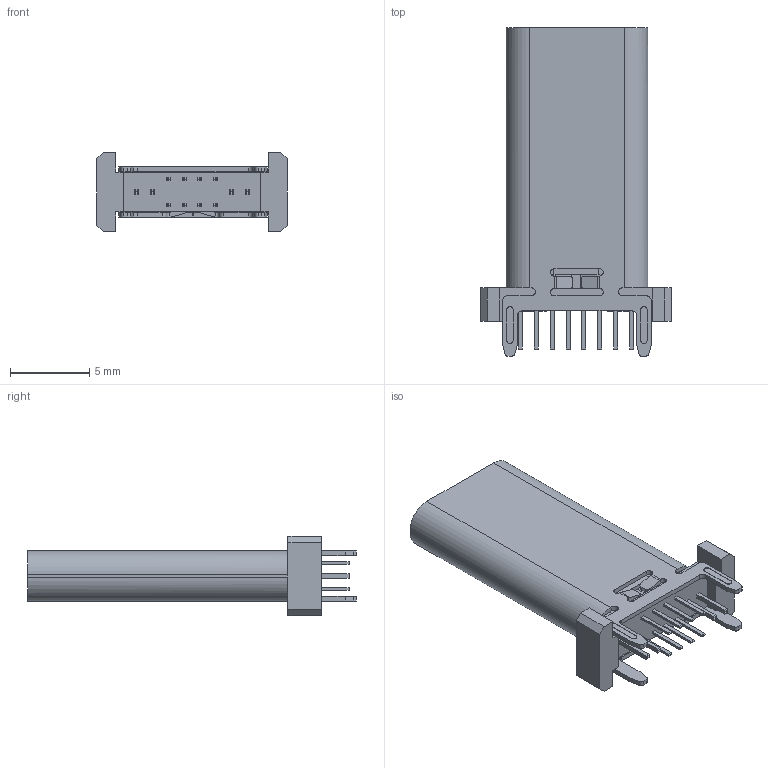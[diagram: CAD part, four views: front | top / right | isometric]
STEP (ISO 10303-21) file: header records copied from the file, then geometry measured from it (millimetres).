
FILE_DESCRIPTION((''),'2;1');
FILE_NAME('PRT0001','2025-02-24T19:16:03',('Administrator'),(''),'CREO PARAMETRIC BY PTC INC, 2020154','CREO PARAMETRIC BY PTC INC, 2020154','');
FILE_SCHEMA(('AUTOMOTIVE_DESIGN { 1 0 10303 214 1 1 1 1 }'));
Length unit declared in the file: millimetre
Products named in the file (1): PRT0001
Bounding box: 12 x 20.7 x 5 mm (x, y, z)
Volume: 417.3 mm3; surface area: 1163.2 mm2
Topology: 1 solids, 1 shells, 525 faces, 1491 edges, 984 vertices
Faces by surface type: plane 397, cylinder 120, cone 8
Entity records: 18991 total; most frequent: CARTESIAN_POINT 3106, ORIENTED_EDGE 2982, DIRECTION 2779, EDGE_CURVE 1491, VECTOR 1217, LINE 1217, VERTEX_POINT 984, AXIS2_PLACEMENT_3D 781
